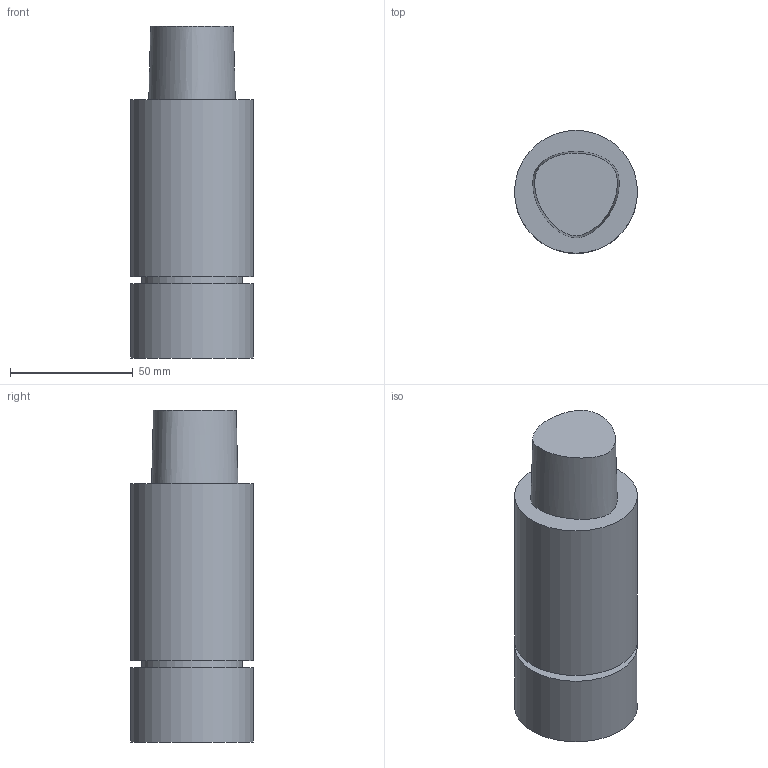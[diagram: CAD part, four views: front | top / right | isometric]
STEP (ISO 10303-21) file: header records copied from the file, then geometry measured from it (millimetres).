
FILE_DESCRIPTION((''),'1');
FILE_NAME('C5-MEGAER32-105NL.stp','2018-02-01T07:08:04',(''),(''),'Spatial Interop R21 SP3','Kubotek KeyCreator 2011 V10.0.2 (22737)',' ');
FILE_SCHEMA(('automotive_design'));
Length unit declared in the file: millimetre
Products named in the file (2): Unnamed[1]
Bounding box: 50 x 50 x 135 mm (x, y, z)
Volume: 255780.1 mm3; surface area: 29721.5 mm2
Topology: 2 solids, 2 shells, 13 faces, 18 edges, 11 vertices
Faces by surface type: plane 6, cylinder 4, cone 2, bspline 1
Full cylindrical faces by diameter (mm): 40 x1, 41 x1, 50 x2
Entity records: 1038 total; most frequent: CARTESIAN_POINT 567, DIRECTION 46, PRESENTATION_STYLE_ASSIGNMENT 42, COLOUR_RGB 42, STYLED_ITEM 27, CURVE_STYLE 27, DRAUGHTING_PRE_DEFINED_CURVE_FONT 27, ORIENTED_EDGE 24
